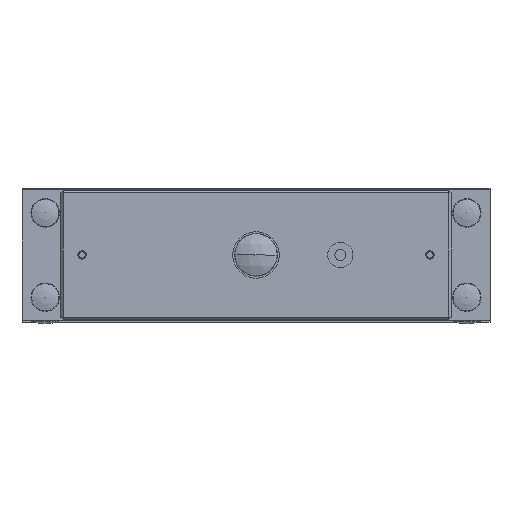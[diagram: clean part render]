
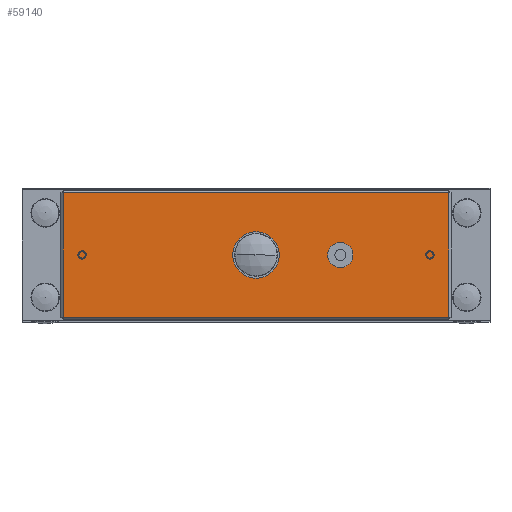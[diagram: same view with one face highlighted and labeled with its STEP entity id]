
A CAD part, top view. The second image highlights one B-rep face of the part: STEP entity #59140.
In plain terms, the highlighted planar face has unit normal (0, 0, 1).
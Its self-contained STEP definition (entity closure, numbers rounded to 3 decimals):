
#654 = AXIS2_PLACEMENT_3D ( 'NONE', #21930, #52448, #68123 ) ;
#902 = VECTOR ( 'NONE', #66087, 1000. ) ;
#1244 = AXIS2_PLACEMENT_3D ( 'NONE', #17312, #23054, #63516 ) ;
#1697 = EDGE_CURVE ( 'NONE', #57100, #26958, #14730, .T. ) ;
#3124 = DIRECTION ( 'NONE',  ( -0.078, 0.997, 0. ) ) ;
#3468 = CIRCLE ( 'NONE', #7105, 1.5 ) ;
#3758 = CARTESIAN_POINT ( 'NONE',  ( 0., 0., 58.5 ) ) ;
#4159 = DIRECTION ( 'NONE',  ( 0., 0., 1. ) ) ;
#4611 = VECTOR ( 'NONE', #25399, 1000. ) ;
#5078 = EDGE_CURVE ( 'NONE', #74150, #26958, #33618, .T. ) ;
#5677 = EDGE_CURVE ( 'NONE', #22571, #34814, #18698, .T. ) ;
#6491 = DIRECTION ( 'NONE',  ( 0.078, 0.997, 0. ) ) ;
#6637 = CIRCLE ( 'NONE', #67647, 4.25 ) ;
#7105 = AXIS2_PLACEMENT_3D ( 'NONE', #21377, #50409, #9141 ) ;
#8050 = FACE_BOUND ( 'NONE', #58245, .T. ) ;
#9141 = DIRECTION ( 'NONE',  ( -1., 0., 0. ) ) ;
#9170 = DIRECTION ( 'NONE',  ( -1., 0., 0. ) ) ;
#9613 = ORIENTED_EDGE ( 'NONE', *, *, #69940, .T. ) ;
#10652 = CARTESIAN_POINT ( 'NONE',  ( 82.5, 0., 58.5 ) ) ;
#12032 = EDGE_CURVE ( 'NONE', #42068, #73800, #41934, .T. ) ;
#12243 = VECTOR ( 'NONE', #55859, 1000. ) ;
#13418 = PLANE ( 'NONE',  #26500 ) ;
#13526 = VECTOR ( 'NONE', #6491, 1000. ) ;
#13683 = CARTESIAN_POINT ( 'NONE',  ( 82.618, 1.495, 58.5 ) ) ;
#14730 = LINE ( 'NONE', #55936, #18620 ) ;
#17312 = CARTESIAN_POINT ( 'NONE',  ( 40., 0., 58.5 ) ) ;
#18349 = DIRECTION ( 'NONE',  ( 0., 0., -1. ) ) ;
#18620 = VECTOR ( 'NONE', #71976, 1000. ) ;
#18698 = LINE ( 'NONE', #35541, #70730 ) ;
#18849 = CARTESIAN_POINT ( 'NONE',  ( 91.5, -29.5, 58.5 ) ) ;
#19130 = FACE_BOUND ( 'NONE', #28965, .T. ) ;
#19506 = DIRECTION ( 'NONE',  ( -1., 0., 0. ) ) ;
#19955 = CARTESIAN_POINT ( 'NONE',  ( -82.343, 1.994, 58.5 ) ) ;
#20004 = ORIENTED_EDGE ( 'NONE', *, *, #60717, .T. ) ;
#21377 = CARTESIAN_POINT ( 'NONE',  ( -82.5, 0., 58.5 ) ) ;
#21697 = CARTESIAN_POINT ( 'NONE',  ( -82.618, 1.495, 58.5 ) ) ;
#21930 = CARTESIAN_POINT ( 'NONE',  ( 82.5, 0., 58.5 ) ) ;
#22270 = ORIENTED_EDGE ( 'NONE', *, *, #51751, .F. ) ;
#22271 = CARTESIAN_POINT ( 'NONE',  ( 82.657, 1.994, 58.5 ) ) ;
#22571 = VERTEX_POINT ( 'NONE', #65092 ) ;
#22865 = DIRECTION ( 'NONE',  ( -1., 0., 0. ) ) ;
#23054 = DIRECTION ( 'NONE',  ( 0., 0., 1. ) ) ;
#23755 = CARTESIAN_POINT ( 'NONE',  ( 82.343, 1.994, 58.5 ) ) ;
#24638 = CARTESIAN_POINT ( 'NONE',  ( 92.5, -29.5, 58.5 ) ) ;
#24650 = VERTEX_POINT ( 'NONE', #51226 ) ;
#24844 = AXIS2_PLACEMENT_3D ( 'NONE', #56466, #4159, #43562 ) ;
#24994 = ORIENTED_EDGE ( 'NONE', *, *, #12032, .F. ) ;
#25186 = ORIENTED_EDGE ( 'NONE', *, *, #36600, .T. ) ;
#25252 = CARTESIAN_POINT ( 'NONE',  ( -82.5, 0., 58.5 ) ) ;
#25396 = AXIS2_PLACEMENT_3D ( 'NONE', #73692, #68340, #9170 ) ;
#25399 = DIRECTION ( 'NONE',  ( 1., 0., 0. ) ) ;
#26441 = AXIS2_PLACEMENT_3D ( 'NONE', #47042, #18349, #64579 ) ;
#26500 = AXIS2_PLACEMENT_3D ( 'NONE', #42095, #32121, #19506 ) ;
#26958 = VERTEX_POINT ( 'NONE', #22271 ) ;
#27457 = DIRECTION ( 'NONE',  ( 0., 0., -1. ) ) ;
#27956 = ORIENTED_EDGE ( 'NONE', *, *, #43621, .T. ) ;
#28965 = EDGE_LOOP ( 'NONE', ( #71041, #56381, #29466, #57218 ) ) ;
#29082 = LINE ( 'NONE', #36294, #13526 ) ;
#29389 = CARTESIAN_POINT ( 'NONE',  ( 4.25, 0., 58.5 ) ) ;
#29466 = ORIENTED_EDGE ( 'NONE', *, *, #1697, .T. ) ;
#30382 = EDGE_CURVE ( 'NONE', #57100, #24650, #51587, .T. ) ;
#32121 = DIRECTION ( 'NONE',  ( 0., 0., -1. ) ) ;
#32384 = VERTEX_POINT ( 'NONE', #57700 ) ;
#33496 = EDGE_CURVE ( 'NONE', #43133, #32384, #38672, .T. ) ;
#33618 = CIRCLE ( 'NONE', #654, 2. ) ;
#33954 = VERTEX_POINT ( 'NONE', #40043 ) ;
#34004 = VERTEX_POINT ( 'NONE', #21697 ) ;
#34327 = DIRECTION ( 'NONE',  ( 0., 0., -1. ) ) ;
#34355 = ORIENTED_EDGE ( 'NONE', *, *, #40072, .T. ) ;
#34814 = VERTEX_POINT ( 'NONE', #65722 ) ;
#35541 = CARTESIAN_POINT ( 'NONE',  ( -91.5, 30.5, 58.5 ) ) ;
#36294 = CARTESIAN_POINT ( 'NONE',  ( -82.5, 0., 58.5 ) ) ;
#36600 = EDGE_CURVE ( 'NONE', #37866, #33954, #51869, .T. ) ;
#36720 = FACE_BOUND ( 'NONE', #69355, .T. ) ;
#37006 = EDGE_CURVE ( 'NONE', #73800, #42068, #40356, .T. ) ;
#37866 = VERTEX_POINT ( 'NONE', #18849 ) ;
#38672 = CIRCLE ( 'NONE', #26441, 2. ) ;
#40043 = CARTESIAN_POINT ( 'NONE',  ( 91.5, 29.5, 58.5 ) ) ;
#40072 = EDGE_CURVE ( 'NONE', #47463, #51541, #6637, .T. ) ;
#40295 = VECTOR ( 'NONE', #68669, 1000. ) ;
#40356 = CIRCLE ( 'NONE', #1244, 6. ) ;
#41816 = CARTESIAN_POINT ( 'NONE',  ( 46., 0., 58.5 ) ) ;
#41934 = CIRCLE ( 'NONE', #24844, 6. ) ;
#42068 = VERTEX_POINT ( 'NONE', #71854 ) ;
#42095 = CARTESIAN_POINT ( 'NONE',  ( 92.5, 30.5, 58.5 ) ) ;
#42177 = ORIENTED_EDGE ( 'NONE', *, *, #63990, .T. ) ;
#42287 = EDGE_CURVE ( 'NONE', #24650, #74150, #73016, .T. ) ;
#42837 = LINE ( 'NONE', #25252, #902 ) ;
#43133 = VERTEX_POINT ( 'NONE', #19955 ) ;
#43562 = DIRECTION ( 'NONE',  ( 1., 0., 0. ) ) ;
#43621 = EDGE_CURVE ( 'NONE', #51541, #47463, #75381, .T. ) ;
#43714 = VECTOR ( 'NONE', #3124, 1000. ) ;
#46663 = DIRECTION ( 'NONE',  ( 0., -1., 0. ) ) ;
#47042 = CARTESIAN_POINT ( 'NONE',  ( -82.5, 0., 58.5 ) ) ;
#47463 = VERTEX_POINT ( 'NONE', #29389 ) ;
#48566 = FACE_OUTER_BOUND ( 'NONE', #49165, .T. ) ;
#48694 = VERTEX_POINT ( 'NONE', #63826 ) ;
#49165 = EDGE_LOOP ( 'NONE', ( #63165, #20004, #25186, #9613 ) ) ;
#49388 = CARTESIAN_POINT ( 'NONE',  ( -92.5, 29.5, 58.5 ) ) ;
#50409 = DIRECTION ( 'NONE',  ( 0., 0., 1. ) ) ;
#50751 = CARTESIAN_POINT ( 'NONE',  ( 91.5, 30.5, 58.5 ) ) ;
#51226 = CARTESIAN_POINT ( 'NONE',  ( 82.382, 1.495, 58.5 ) ) ;
#51541 = VERTEX_POINT ( 'NONE', #69584 ) ;
#51587 = CIRCLE ( 'NONE', #72311, 1.5 ) ;
#51751 = EDGE_CURVE ( 'NONE', #34004, #32384, #42837, .T. ) ;
#51869 = LINE ( 'NONE', #50751, #40295 ) ;
#52448 = DIRECTION ( 'NONE',  ( 0., 0., 1. ) ) ;
#55434 = CARTESIAN_POINT ( 'NONE',  ( 80.176, 29.53, 58.5 ) ) ;
#55859 = DIRECTION ( 'NONE',  ( -1., 0., 0. ) ) ;
#55936 = CARTESIAN_POINT ( 'NONE',  ( 84.947, 31.094, 58.5 ) ) ;
#56381 = ORIENTED_EDGE ( 'NONE', *, *, #30382, .F. ) ;
#56466 = CARTESIAN_POINT ( 'NONE',  ( 40., 0., 58.5 ) ) ;
#57100 = VERTEX_POINT ( 'NONE', #13683 ) ;
#57218 = ORIENTED_EDGE ( 'NONE', *, *, #5078, .F. ) ;
#57700 = CARTESIAN_POINT ( 'NONE',  ( -82.657, 1.994, 58.5 ) ) ;
#58245 = EDGE_LOOP ( 'NONE', ( #58627, #24994 ) ) ;
#58627 = ORIENTED_EDGE ( 'NONE', *, *, #37006, .F. ) ;
#59140 = ADVANCED_FACE ( 'NONE', ( #36720, #8050, #19130, #48566, #65717 ), #13418, .F. ) ;
#59723 = EDGE_LOOP ( 'NONE', ( #68699, #42177, #65989, #22270 ) ) ;
#59733 = LINE ( 'NONE', #24638, #4611 ) ;
#60717 = EDGE_CURVE ( 'NONE', #34814, #37866, #59733, .T. ) ;
#61058 = EDGE_CURVE ( 'NONE', #34004, #48694, #3468, .T. ) ;
#62931 = DIRECTION ( 'NONE',  ( -1., 0., 0. ) ) ;
#63165 = ORIENTED_EDGE ( 'NONE', *, *, #5677, .T. ) ;
#63516 = DIRECTION ( 'NONE',  ( 1., 0., 0. ) ) ;
#63826 = CARTESIAN_POINT ( 'NONE',  ( -82.382, 1.495, 58.5 ) ) ;
#63990 = EDGE_CURVE ( 'NONE', #48694, #43133, #29082, .T. ) ;
#64579 = DIRECTION ( 'NONE',  ( -1., 0., 0. ) ) ;
#65092 = CARTESIAN_POINT ( 'NONE',  ( -91.5, 29.5, 58.5 ) ) ;
#65717 = FACE_BOUND ( 'NONE', #59723, .T. ) ;
#65722 = CARTESIAN_POINT ( 'NONE',  ( -91.5, -29.5, 58.5 ) ) ;
#65791 = LINE ( 'NONE', #49388, #12243 ) ;
#65989 = ORIENTED_EDGE ( 'NONE', *, *, #33496, .T. ) ;
#66087 = DIRECTION ( 'NONE',  ( -0.078, 0.997, 0. ) ) ;
#67647 = AXIS2_PLACEMENT_3D ( 'NONE', #3758, #27457, #62931 ) ;
#68123 = DIRECTION ( 'NONE',  ( -1., 0., 0. ) ) ;
#68340 = DIRECTION ( 'NONE',  ( 0., 0., -1. ) ) ;
#68669 = DIRECTION ( 'NONE',  ( 0., 1., 0. ) ) ;
#68699 = ORIENTED_EDGE ( 'NONE', *, *, #61058, .T. ) ;
#69355 = EDGE_LOOP ( 'NONE', ( #27956, #34355 ) ) ;
#69584 = CARTESIAN_POINT ( 'NONE',  ( -4.25, 0., 58.5 ) ) ;
#69940 = EDGE_CURVE ( 'NONE', #33954, #22571, #65791, .T. ) ;
#70730 = VECTOR ( 'NONE', #46663, 1000. ) ;
#71041 = ORIENTED_EDGE ( 'NONE', *, *, #42287, .F. ) ;
#71854 = CARTESIAN_POINT ( 'NONE',  ( 34., 0., 58.5 ) ) ;
#71976 = DIRECTION ( 'NONE',  ( 0.078, 0.997, 0. ) ) ;
#72311 = AXIS2_PLACEMENT_3D ( 'NONE', #10652, #34327, #22865 ) ;
#73016 = LINE ( 'NONE', #55434, #43714 ) ;
#73692 = CARTESIAN_POINT ( 'NONE',  ( 0., 0., 58.5 ) ) ;
#73800 = VERTEX_POINT ( 'NONE', #41816 ) ;
#74150 = VERTEX_POINT ( 'NONE', #23755 ) ;
#75381 = CIRCLE ( 'NONE', #25396, 4.25 ) ;
